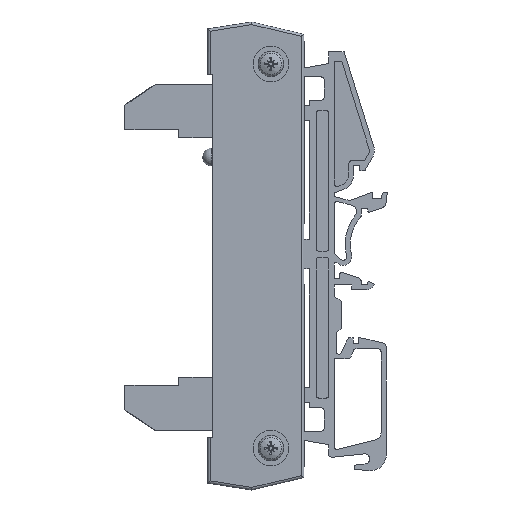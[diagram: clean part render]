
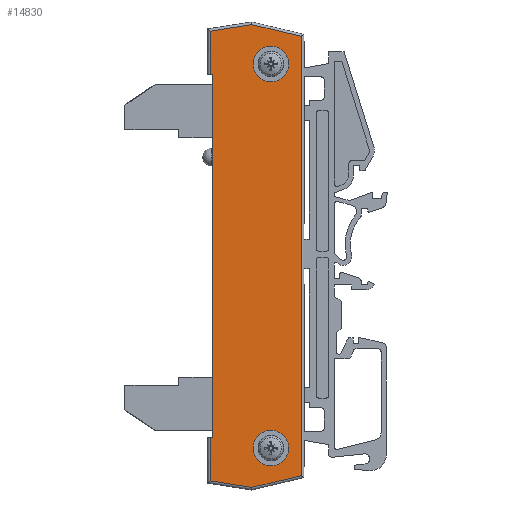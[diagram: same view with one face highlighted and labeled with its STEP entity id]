
A CAD part, left-side view. The second image highlights one B-rep face of the part: STEP entity #14830.
In plain terms, the highlighted face is planar.
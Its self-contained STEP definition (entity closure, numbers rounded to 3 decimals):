
#14369=CARTESIAN_POINT('',(-16.628,6.238,5.0));
#14370=VERTEX_POINT('',#14369);
#14377=CARTESIAN_POINT('',(54.672,6.238,5.0));
#14378=VERTEX_POINT('',#14377);
#14379=CARTESIAN_POINT('',(54.672,6.238,5.0));
#14380=DIRECTION('',(-1.0,0.0,0.0));
#14381=VECTOR('',#14380,71.3);
#14382=LINE('',#14379,#14381);
#14383=EDGE_CURVE('',#14378,#14370,#14382,.T.);
#14626=CARTESIAN_POINT('',(60.272,-5.162,5.0));
#14627=VERTEX_POINT('',#14626);
#14628=CARTESIAN_POINT('',(56.772,-5.162,5.0));
#14629=DIRECTION('',(0.0,0.0,-1.0));
#14630=DIRECTION('',(-1.0,0.0,0.0));
#14631=AXIS2_PLACEMENT_3D('',#14628,#14629,#14630);
#14632=CIRCLE('',#14631,3.5);
#14633=EDGE_CURVE('',#14627,#14627,#14632,.T.);
#14666=CARTESIAN_POINT('',(-15.228,-5.162,5.0));
#14667=VERTEX_POINT('',#14666);
#14668=CARTESIAN_POINT('',(-18.728,-5.162,5.0));
#14669=DIRECTION('',(0.0,0.0,-1.0));
#14670=DIRECTION('',(-1.0,0.0,0.0));
#14671=AXIS2_PLACEMENT_3D('',#14668,#14669,#14670);
#14672=CIRCLE('',#14671,3.5);
#14673=EDGE_CURVE('',#14667,#14667,#14672,.T.);
#14707=CARTESIAN_POINT('',(54.672,6.738,5.0));
#14708=VERTEX_POINT('',#14707);
#14709=CARTESIAN_POINT('',(54.672,6.738,5.0));
#14710=DIRECTION('',(0.0,-1.0,0.0));
#14711=VECTOR('',#14710,0.5);
#14712=LINE('',#14709,#14711);
#14713=EDGE_CURVE('',#14708,#14378,#14712,.T.);
#14738=CARTESIAN_POINT('',(-16.628,6.738,5.0));
#14739=VERTEX_POINT('',#14738);
#14747=CARTESIAN_POINT('',(-16.628,6.238,5.0));
#14748=DIRECTION('',(0.0,1.0,0.0));
#14749=VECTOR('',#14748,0.5);
#14750=LINE('',#14747,#14749);
#14751=EDGE_CURVE('',#14370,#14739,#14750,.T.);
#14760=CARTESIAN_POINT('',(19.022,-2.126,5.0));
#14761=DIRECTION('',(0.0,0.0,1.0));
#14762=DIRECTION('',(1.0,0.0,0.0));
#14763=AXIS2_PLACEMENT_3D('',#14760,#14761,#14762);
#14764=PLANE('',#14763);
#14765=ORIENTED_EDGE('',*,*,#14713,.T.);
#14766=ORIENTED_EDGE('',*,*,#14383,.T.);
#14767=ORIENTED_EDGE('',*,*,#14751,.T.);
#14768=CARTESIAN_POINT('',(-25.176,6.738,5.0));
#14769=VERTEX_POINT('',#14768);
#14770=CARTESIAN_POINT('',(-25.176,6.738,5.0));
#14771=DIRECTION('',(1.0,0.0,0.0));
#14772=VECTOR('',#14771,8.548);
#14773=LINE('',#14770,#14772);
#14774=EDGE_CURVE('',#14769,#14739,#14773,.T.);
#14775=ORIENTED_EDGE('',*,*,#14774,.F.);
#14776=CARTESIAN_POINT('',(-26.459,-1.405,5.0));
#14777=VERTEX_POINT('',#14776);
#14778=CARTESIAN_POINT('',(-26.459,-1.405,5.0));
#14779=DIRECTION('',(0.156,0.988,0.0));
#14780=VECTOR('',#14779,8.244);
#14781=LINE('',#14778,#14780);
#14782=EDGE_CURVE('',#14777,#14769,#14781,.T.);
#14783=ORIENTED_EDGE('',*,*,#14782,.F.);
#14784=CARTESIAN_POINT('',(-24.157,-11.162,5.0));
#14785=VERTEX_POINT('',#14784);
#14786=CARTESIAN_POINT('',(-24.157,-11.162,5.0));
#14787=DIRECTION('',(-0.23,0.973,0.0));
#14788=VECTOR('',#14787,10.024);
#14789=LINE('',#14786,#14788);
#14790=EDGE_CURVE('',#14785,#14777,#14789,.T.);
#14791=ORIENTED_EDGE('',*,*,#14790,.F.);
#14792=CARTESIAN_POINT('',(62.201,-11.162,5.0));
#14793=VERTEX_POINT('',#14792);
#14794=CARTESIAN_POINT('',(62.201,-11.162,5.0));
#14795=DIRECTION('',(-1.0,0.0,0.0));
#14796=VECTOR('',#14795,86.358);
#14797=LINE('',#14794,#14796);
#14798=EDGE_CURVE('',#14793,#14785,#14797,.T.);
#14799=ORIENTED_EDGE('',*,*,#14798,.F.);
#14800=CARTESIAN_POINT('',(64.503,-1.405,5.0));
#14801=VERTEX_POINT('',#14800);
#14802=CARTESIAN_POINT('',(64.503,-1.405,5.0));
#14803=DIRECTION('',(-0.23,-0.973,0.0));
#14804=VECTOR('',#14803,10.024);
#14805=LINE('',#14802,#14804);
#14806=EDGE_CURVE('',#14801,#14793,#14805,.T.);
#14807=ORIENTED_EDGE('',*,*,#14806,.F.);
#14808=CARTESIAN_POINT('',(63.22,6.738,5.0));
#14809=VERTEX_POINT('',#14808);
#14810=CARTESIAN_POINT('',(63.22,6.738,5.0));
#14811=DIRECTION('',(0.156,-0.988,0.0));
#14812=VECTOR('',#14811,8.244);
#14813=LINE('',#14810,#14812);
#14814=EDGE_CURVE('',#14809,#14801,#14813,.T.);
#14815=ORIENTED_EDGE('',*,*,#14814,.F.);
#14816=CARTESIAN_POINT('',(54.672,6.738,5.0));
#14817=DIRECTION('',(1.0,0.0,0.0));
#14818=VECTOR('',#14817,8.548);
#14819=LINE('',#14816,#14818);
#14820=EDGE_CURVE('',#14708,#14809,#14819,.T.);
#14821=ORIENTED_EDGE('',*,*,#14820,.F.);
#14822=EDGE_LOOP('',(#14765,#14766,#14767,#14775,#14783,#14791,#14799,#14807,#14815,#14821));
#14823=FACE_OUTER_BOUND('',#14822,.T.);
#14824=ORIENTED_EDGE('',*,*,#14633,.T.);
#14825=EDGE_LOOP('',(#14824));
#14826=FACE_BOUND('',#14825,.T.);
#14827=ORIENTED_EDGE('',*,*,#14673,.T.);
#14828=EDGE_LOOP('',(#14827));
#14829=FACE_BOUND('',#14828,.T.);
#14830=ADVANCED_FACE('',(#14823,#14826,#14829),#14764,.T.);
